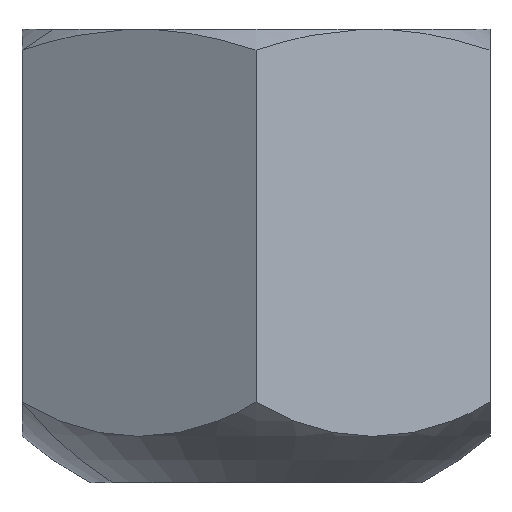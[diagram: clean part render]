
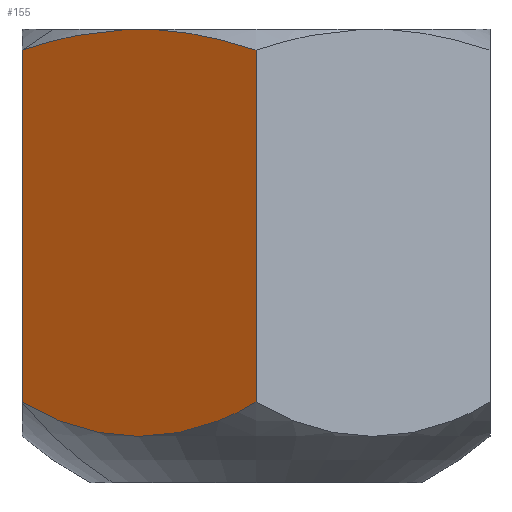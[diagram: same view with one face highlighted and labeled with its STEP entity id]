
A CAD part, front view. The second image highlights one B-rep face of the part: STEP entity #155.
In plain terms, the highlighted planar face has unit normal (-0.5, -0.866, 0).
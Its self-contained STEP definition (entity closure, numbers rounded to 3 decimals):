
#115=VERTEX_POINT('',#289);
#151=VERTEX_POINT('',#328);
#153=VERTEX_POINT('',#330);
#155=ADVANCED_FACE('',(#332),#333,.T.);
#159=EDGE_CURVE('',#115,#151,#337,.T.);
#169=EDGE_CURVE('',#151,#251,#350,.T.);
#173=EDGE_CURVE('',#115,#153,#354,.T.);
#219=EDGE_CURVE('',#251,#153,#403,.T.);
#251=VERTEX_POINT('',#440);
#289=CARTESIAN_POINT('',(-17.017,-9.825,5.884));
#328=CARTESIAN_POINT('',(0.,-19.65,5.884));
#330=CARTESIAN_POINT('',(-17.017,-9.825,31.47));
#332=FACE_OUTER_BOUND('',#599,.T.);
#333=PLANE('',#600);
#337=B_SPLINE_CURVE_WITH_KNOTS('',3,(#606,#607,#608,#609,#610,#611,#612,#613,#614,#615,#616,#617,#618,#619,#620,#621,#622,#623,#624,#625,#626,#627,#628),.UNSPECIFIED.,.F.,.F.,(4,2,2,2,2,3,2,2,2,2,4),(-9.695,-8.856,-6.642,-4.428,-2.214,0.0,2.214,4.428,6.642,8.856,9.695),.UNSPECIFIED.);
#350=LINE('',#643,#644);
#354=LINE('',#651,#652);
#403=(B_SPLINE_CURVE(2,(#780,#781,#782),.UNSPECIFIED.,.F.,.F.)B_SPLINE_CURVE_WITH_KNOTS((3,3),(14.385,41.786),.UNSPECIFIED.)RATIONAL_B_SPLINE_CURVE((1.329,1.535,1.329))BOUNDED_CURVE()REPRESENTATION_ITEM('')GEOMETRIC_REPRESENTATION_ITEM()CURVE());
#440=CARTESIAN_POINT('',(0.,-19.65,31.47));
#599=EDGE_LOOP('',(#904,#905,#906,#907));
#600=AXIS2_PLACEMENT_3D('',#908,#909,#910);
#606=CARTESIAN_POINT('',(-17.017,-9.825,5.884));
#607=CARTESIAN_POINT('',(-16.791,-9.956,5.743));
#608=CARTESIAN_POINT('',(-16.567,-10.085,5.61));
#609=CARTESIAN_POINT('',(-15.774,-10.543,5.165));
#610=CARTESIAN_POINT('',(-15.159,-10.898,4.862));
#611=CARTESIAN_POINT('',(-13.876,-11.639,4.33));
#612=CARTESIAN_POINT('',(-13.209,-12.024,4.101));
#613=CARTESIAN_POINT('',(-11.855,-12.805,3.735));
#614=CARTESIAN_POINT('',(-11.169,-13.201,3.599));
#615=CARTESIAN_POINT('',(-9.816,-13.983,3.422));
#616=CARTESIAN_POINT('',(-9.148,-14.369,3.381));
#617=CARTESIAN_POINT('',(-8.509,-14.737,3.381));
#618=CARTESIAN_POINT('',(-7.87,-15.106,3.381));
#619=CARTESIAN_POINT('',(-7.202,-15.492,3.422));
#620=CARTESIAN_POINT('',(-5.848,-16.274,3.599));
#621=CARTESIAN_POINT('',(-5.162,-16.67,3.735));
#622=CARTESIAN_POINT('',(-3.809,-17.451,4.101));
#623=CARTESIAN_POINT('',(-3.141,-17.836,4.33));
#624=CARTESIAN_POINT('',(-1.858,-18.577,4.862));
#625=CARTESIAN_POINT('',(-1.243,-18.932,5.165));
#626=CARTESIAN_POINT('',(-0.451,-19.39,5.61));
#627=CARTESIAN_POINT('',(-0.227,-19.519,5.743));
#628=CARTESIAN_POINT('',(0.,-19.65,5.884));
#643=CARTESIAN_POINT('',(0.,-19.65,0.0));
#644=VECTOR('',#933,1.0);
#651=CARTESIAN_POINT('',(-17.017,-9.825,0.0));
#652=VECTOR('',#935,1.0);
#780=CARTESIAN_POINT('',(0.,-19.65,31.47));
#781=CARTESIAN_POINT('',(-8.509,-14.738,34.306));
#782=CARTESIAN_POINT('',(-17.017,-9.825,31.47));
#904=ORIENTED_EDGE('',*,*,#159,.T.);
#905=ORIENTED_EDGE('',*,*,#169,.T.);
#906=ORIENTED_EDGE('',*,*,#219,.T.);
#907=ORIENTED_EDGE('',*,*,#173,.F.);
#908=CARTESIAN_POINT('',(0.,-19.65,0.0));
#909=DIRECTION('',(-0.5,-0.866,-0.0));
#910=DIRECTION('',(0.0,0.0,-1.0));
#933=DIRECTION('',(0.0,0.0,1.0));
#935=DIRECTION('',(0.0,0.0,1.0));
